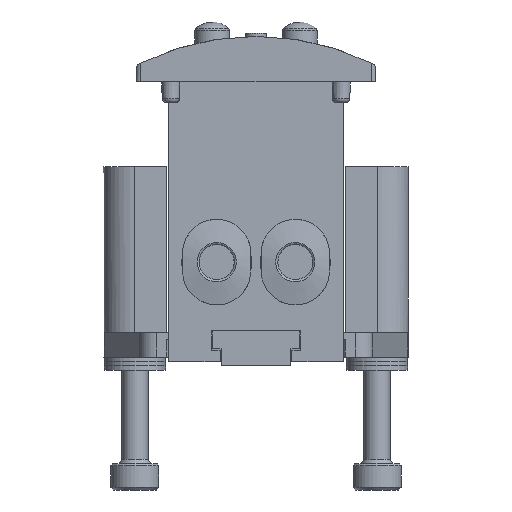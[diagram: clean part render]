
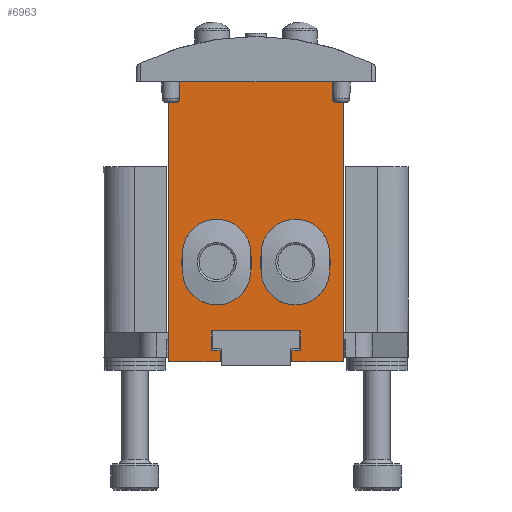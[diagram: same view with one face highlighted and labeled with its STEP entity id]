
A CAD part, front view. The second image highlights one B-rep face of the part: STEP entity #6963.
In plain terms, the highlighted planar face has unit normal (0, -1, 0).
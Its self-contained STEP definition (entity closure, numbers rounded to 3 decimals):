
#207=LINE('',#9683,#663);
#218=LINE('',#9706,#674);
#232=LINE('',#9742,#688);
#233=LINE('',#9744,#689);
#234=LINE('',#9748,#690);
#235=LINE('',#9750,#691);
#236=LINE('',#9752,#692);
#237=LINE('',#9754,#693);
#238=LINE('',#9756,#694);
#239=LINE('',#9758,#695);
#240=LINE('',#9760,#696);
#241=LINE('',#9762,#697);
#242=LINE('',#9764,#698);
#243=LINE('',#9766,#699);
#244=LINE('',#9768,#700);
#245=LINE('',#9770,#701);
#246=LINE('',#9772,#702);
#247=LINE('',#9774,#703);
#248=LINE('',#9776,#704);
#249=LINE('',#9777,#705);
#663=VECTOR('',#8007,1000.);
#674=VECTOR('',#8022,1000.);
#688=VECTOR('',#8046,1000.);
#689=VECTOR('',#8047,1000.);
#690=VECTOR('',#8050,1000.);
#691=VECTOR('',#8051,1000.);
#692=VECTOR('',#8052,1000.);
#693=VECTOR('',#8053,1000.);
#694=VECTOR('',#8054,1000.);
#695=VECTOR('',#8055,1000.);
#696=VECTOR('',#8056,1000.);
#697=VECTOR('',#8057,1000.);
#698=VECTOR('',#8058,1000.);
#699=VECTOR('',#8059,1000.);
#700=VECTOR('',#8060,1000.);
#701=VECTOR('',#8061,1000.);
#702=VECTOR('',#8062,1000.);
#703=VECTOR('',#8063,1000.);
#704=VECTOR('',#8064,1000.);
#705=VECTOR('',#8065,1000.);
#1081=PLANE('',#7349);
#1375=ORIENTED_EDGE('',*,*,#2810,.F.);
#1376=ORIENTED_EDGE('',*,*,#2780,.F.);
#1377=ORIENTED_EDGE('',*,*,#2811,.F.);
#1378=ORIENTED_EDGE('',*,*,#2812,.F.);
#1379=ORIENTED_EDGE('',*,*,#2813,.F.);
#1380=ORIENTED_EDGE('',*,*,#2814,.T.);
#1381=ORIENTED_EDGE('',*,*,#2815,.F.);
#1382=ORIENTED_EDGE('',*,*,#2816,.T.);
#1383=ORIENTED_EDGE('',*,*,#2817,.T.);
#1384=ORIENTED_EDGE('',*,*,#2818,.T.);
#1385=ORIENTED_EDGE('',*,*,#2819,.T.);
#1386=ORIENTED_EDGE('',*,*,#2820,.T.);
#1387=ORIENTED_EDGE('',*,*,#2821,.T.);
#1388=ORIENTED_EDGE('',*,*,#2822,.T.);
#1389=ORIENTED_EDGE('',*,*,#2823,.T.);
#1390=ORIENTED_EDGE('',*,*,#2824,.T.);
#1391=ORIENTED_EDGE('',*,*,#2825,.T.);
#1392=ORIENTED_EDGE('',*,*,#2826,.T.);
#1393=ORIENTED_EDGE('',*,*,#2827,.F.);
#1394=ORIENTED_EDGE('',*,*,#2792,.F.);
#1395=ORIENTED_EDGE('',*,*,#2828,.F.);
#1396=ORIENTED_EDGE('',*,*,#2829,.F.);
#1397=ORIENTED_EDGE('',*,*,#2830,.F.);
#1398=ORIENTED_EDGE('',*,*,#2831,.F.);
#2780=EDGE_CURVE('',#3494,#3495,#207,.T.);
#2792=EDGE_CURVE('',#3504,#3505,#218,.T.);
#2810=EDGE_CURVE('',#3495,#3522,#232,.T.);
#2811=EDGE_CURVE('',#3523,#3494,#233,.T.);
#2812=EDGE_CURVE('',#3524,#3523,#3958,.F.);
#2813=EDGE_CURVE('',#3525,#3524,#234,.T.);
#2814=EDGE_CURVE('',#3525,#3526,#235,.T.);
#2815=EDGE_CURVE('',#3527,#3526,#236,.T.);
#2816=EDGE_CURVE('',#3527,#3528,#237,.T.);
#2817=EDGE_CURVE('',#3528,#3529,#238,.T.);
#2818=EDGE_CURVE('',#3529,#3530,#239,.T.);
#2819=EDGE_CURVE('',#3530,#3531,#240,.T.);
#2820=EDGE_CURVE('',#3531,#3532,#241,.T.);
#2821=EDGE_CURVE('',#3532,#3533,#242,.T.);
#2822=EDGE_CURVE('',#3533,#3534,#243,.T.);
#2823=EDGE_CURVE('',#3534,#3535,#244,.T.);
#2824=EDGE_CURVE('',#3535,#3536,#245,.T.);
#2825=EDGE_CURVE('',#3536,#3537,#246,.T.);
#2826=EDGE_CURVE('',#3537,#3538,#247,.T.);
#2827=EDGE_CURVE('',#3505,#3538,#248,.T.);
#2828=EDGE_CURVE('',#3539,#3504,#249,.T.);
#2829=EDGE_CURVE('',#3522,#3539,#3959,.F.);
#2830=EDGE_CURVE('',#3540,#3540,#3960,.F.);
#2831=EDGE_CURVE('',#3541,#3541,#3961,.F.);
#3494=VERTEX_POINT('',#9682);
#3495=VERTEX_POINT('',#9684);
#3504=VERTEX_POINT('',#9705);
#3505=VERTEX_POINT('',#9707);
#3522=VERTEX_POINT('',#9743);
#3523=VERTEX_POINT('',#9745);
#3524=VERTEX_POINT('',#9747);
#3525=VERTEX_POINT('',#9749);
#3526=VERTEX_POINT('',#9751);
#3527=VERTEX_POINT('',#9753);
#3528=VERTEX_POINT('',#9755);
#3529=VERTEX_POINT('',#9757);
#3530=VERTEX_POINT('',#9759);
#3531=VERTEX_POINT('',#9761);
#3532=VERTEX_POINT('',#9763);
#3533=VERTEX_POINT('',#9765);
#3534=VERTEX_POINT('',#9767);
#3535=VERTEX_POINT('',#9769);
#3536=VERTEX_POINT('',#9771);
#3537=VERTEX_POINT('',#9773);
#3538=VERTEX_POINT('',#9775);
#3539=VERTEX_POINT('',#9778);
#3540=VERTEX_POINT('',#9781);
#3541=VERTEX_POINT('',#9783);
#3958=CIRCLE('',#7350,0.5);
#3959=CIRCLE('',#7351,0.5);
#3960=CIRCLE('',#7352,4.);
#3961=CIRCLE('',#7353,4.);
#4176=EDGE_LOOP('',(#1375,#1376,#1377,#1378,#1379,#1380,#1381,#1382,#1383,
#1384,#1385,#1386,#1387,#1388,#1389,#1390,#1391,#1392,#1393,#1394,#1395,
#1396));
#4177=EDGE_LOOP('',(#1397));
#4178=EDGE_LOOP('',(#1398));
#4620=FACE_BOUND('',#4176,.T.);
#4621=FACE_BOUND('',#4177,.T.);
#4622=FACE_BOUND('',#4178,.T.);
#6963=ADVANCED_FACE('',(#4620,#4621,#4622),#1081,.F.);
#7349=AXIS2_PLACEMENT_3D('',#9741,#8044,#8045);
#7350=AXIS2_PLACEMENT_3D('',#9746,#8048,#8049);
#7351=AXIS2_PLACEMENT_3D('',#9779,#8066,#8067);
#7352=AXIS2_PLACEMENT_3D('',#9780,#8068,#8069);
#7353=AXIS2_PLACEMENT_3D('',#9782,#8070,#8071);
#8007=DIRECTION('',(1.,0.,0.));
#8022=DIRECTION('',(0.,0.,-1.));
#8044=DIRECTION('',(0.,1.,0.));
#8045=DIRECTION('',(0.,0.,1.));
#8046=DIRECTION('',(0.035,0.,-0.999));
#8047=DIRECTION('',(0.035,0.,0.999));
#8048=DIRECTION('',(0.,1.,0.));
#8049=DIRECTION('',(0.,0.,1.));
#8050=DIRECTION('',(1.,0.,0.));
#8051=DIRECTION('',(0.,0.,-1.));
#8052=DIRECTION('',(-1.,0.,0.));
#8053=DIRECTION('',(0.,0.,1.));
#8054=DIRECTION('',(-1.,0.,0.));
#8055=DIRECTION('',(0.,0.,1.));
#8056=DIRECTION('',(1.,0.,0.));
#8057=DIRECTION('',(1.,0.,0.));
#8058=DIRECTION('',(1.,0.,0.));
#8059=DIRECTION('',(1.,0.,0.));
#8060=DIRECTION('',(1.,0.,0.));
#8061=DIRECTION('',(0.,0.,-1.));
#8062=DIRECTION('',(-1.,0.,0.));
#8063=DIRECTION('',(0.,0.,-1.));
#8064=DIRECTION('',(-1.,0.,0.));
#8065=DIRECTION('',(1.,0.,0.));
#8066=DIRECTION('',(0.,1.,0.));
#8067=DIRECTION('',(0.,0.,1.));
#8068=DIRECTION('',(0.,1.,0.));
#8069=DIRECTION('',(0.,0.,1.));
#8070=DIRECTION('',(0.,1.,0.));
#8071=DIRECTION('',(0.,0.,1.));
#9682=CARTESIAN_POINT('',(-8.7,0.,32.));
#9683=CARTESIAN_POINT('',(10.,0.,32.));
#9684=CARTESIAN_POINT('',(8.7,0.,32.));
#9705=CARTESIAN_POINT('',(10.,0.,29.6));
#9706=CARTESIAN_POINT('',(10.,0.,34.5));
#9707=CARTESIAN_POINT('',(10.,0.,0.));
#9741=CARTESIAN_POINT('',(10.,0.,34.5));
#9742=CARTESIAN_POINT('',(8.614,0.,34.452));
#9743=CARTESIAN_POINT('',(8.767,0.,30.083));
#9744=CARTESIAN_POINT('',(-8.59,0.,35.149));
#9745=CARTESIAN_POINT('',(-8.767,0.,30.083));
#9746=CARTESIAN_POINT('',(-9.267,0.,30.1));
#9747=CARTESIAN_POINT('',(-9.267,0.,29.6));
#9748=CARTESIAN_POINT('',(10.,0.,29.6));
#9749=CARTESIAN_POINT('',(-10.,0.,29.6));
#9750=CARTESIAN_POINT('',(-10.,0.,34.5));
#9751=CARTESIAN_POINT('',(-10.,0.,0.));
#9752=CARTESIAN_POINT('',(10.,0.,0.));
#9753=CARTESIAN_POINT('',(-4.1,0.,0.));
#9754=CARTESIAN_POINT('',(-4.1,0.,0.));
#9755=CARTESIAN_POINT('',(-4.1,0.,1.3));
#9756=CARTESIAN_POINT('',(-4.1,0.,1.3));
#9757=CARTESIAN_POINT('',(-5.1,0.,1.3));
#9758=CARTESIAN_POINT('',(-5.1,0.,1.3));
#9759=CARTESIAN_POINT('',(-5.1,0.,3.5));
#9760=CARTESIAN_POINT('',(-5.1,0.,3.5));
#9761=CARTESIAN_POINT('',(-5.,0.,3.5));
#9762=CARTESIAN_POINT('',(-5.1,0.,3.5));
#9763=CARTESIAN_POINT('',(-3.,0.,3.5));
#9764=CARTESIAN_POINT('',(-5.1,0.,3.5));
#9765=CARTESIAN_POINT('',(3.,0.,3.5));
#9766=CARTESIAN_POINT('',(-5.1,0.,3.5));
#9767=CARTESIAN_POINT('',(5.,0.,3.5));
#9768=CARTESIAN_POINT('',(-5.1,0.,3.5));
#9769=CARTESIAN_POINT('',(5.1,0.,3.5));
#9770=CARTESIAN_POINT('',(5.1,0.,3.5));
#9771=CARTESIAN_POINT('',(5.1,0.,1.3));
#9772=CARTESIAN_POINT('',(5.1,0.,1.3));
#9773=CARTESIAN_POINT('',(4.1,0.,1.3));
#9774=CARTESIAN_POINT('',(4.1,0.,1.3));
#9775=CARTESIAN_POINT('',(4.1,0.,0.));
#9776=CARTESIAN_POINT('',(10.,0.,0.));
#9777=CARTESIAN_POINT('',(10.,0.,29.6));
#9778=CARTESIAN_POINT('',(9.267,0.,29.6));
#9779=CARTESIAN_POINT('',(9.267,0.,30.1));
#9780=CARTESIAN_POINT('',(-4.5,0.,11.375));
#9781=CARTESIAN_POINT('',(-4.5,0.,15.375));
#9782=CARTESIAN_POINT('',(4.5,0.,11.375));
#9783=CARTESIAN_POINT('',(4.5,0.,15.375));
